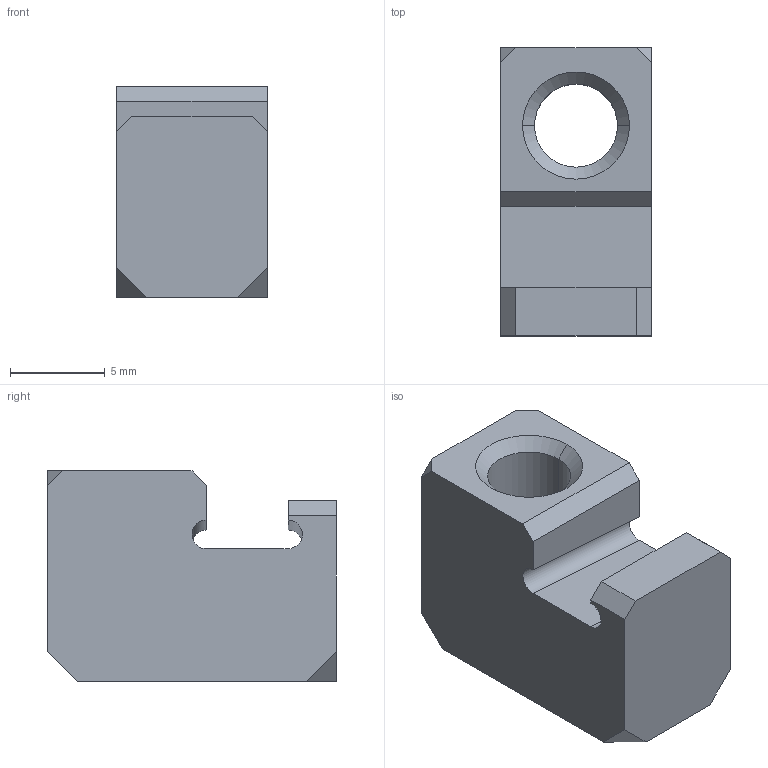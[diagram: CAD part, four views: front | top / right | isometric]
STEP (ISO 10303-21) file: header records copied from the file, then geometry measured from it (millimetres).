
FILE_DESCRIPTION (( 'STEP AP214' ), '1' );
FILE_NAME ('D1400297-102-v5.STEP', '2016-02-18T23:45:26', ( '' ), ( '' ), 'SwSTEP 2.0', 'SolidWorks 2015', '' );
FILE_SCHEMA (( 'AUTOMOTIVE_DESIGN' ));
Length unit declared in the file: inch
Products named in the file (1): D1400297-102-v5
Bounding box: 7.94 x 15.24 x 11.11 mm (x, y, z)
Volume: 960.7 mm3; surface area: 862.6 mm2
Topology: 1 solids, 1 shells, 24 faces, 64 edges, 42 vertices
Faces by surface type: plane 18, cone 2, cylinder 2, bspline 2
Entity records: 830 total; most frequent: CARTESIAN_POINT 163, ORIENTED_EDGE 128, DIRECTION 116, EDGE_CURVE 64, VECTOR 54, LINE 54, VERTEX_POINT 42, AXIS2_PLACEMENT_3D 31
